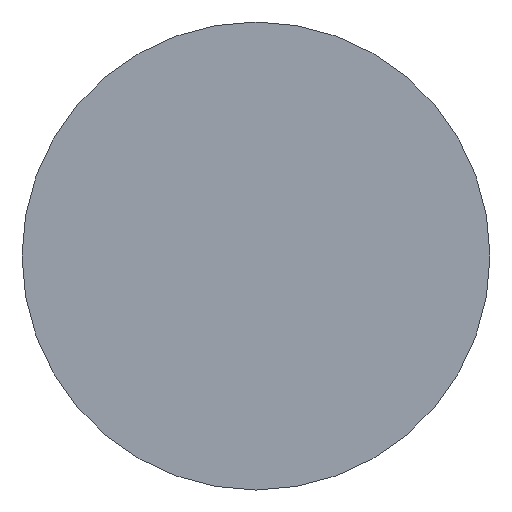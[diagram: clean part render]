
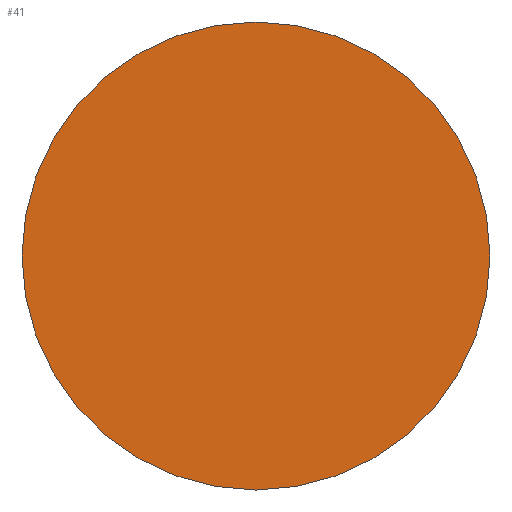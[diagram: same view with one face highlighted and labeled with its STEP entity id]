
A CAD part, left-side view. The second image highlights one B-rep face of the part: STEP entity #41.
In plain terms, the highlighted planar face has unit normal (-1, 0, 0).
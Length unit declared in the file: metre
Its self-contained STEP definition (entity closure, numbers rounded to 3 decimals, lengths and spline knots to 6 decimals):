
#16=PLANE('',#60);
#19=FACE_OUTER_BOUND('',#22,.T.);
#22=EDGE_LOOP('',(#37));
#25=CIRCLE('',#57,0.002413);
#27=VERTEX_POINT('',#76);
#29=EDGE_CURVE('',#27,#27,#25,.T.);
#37=ORIENTED_EDGE('',*,*,#29,.T.);
#41=ADVANCED_FACE('',(#19),#16,.T.);
#57=AXIS2_PLACEMENT_3D('',#77,#65,#66);
#60=AXIS2_PLACEMENT_3D('',#82,#72,#73);
#65=DIRECTION('center_axis',(-1.,0.,0.));
#66=DIRECTION('ref_axis',(0.,0.,1.));
#72=DIRECTION('center_axis',(-1.,0.,0.));
#73=DIRECTION('ref_axis',(0.,0.,1.));
#76=CARTESIAN_POINT('',(-0.02032,0.,0.365674));
#77=CARTESIAN_POINT('Origin',(-0.02032,0.,0.368087));
#82=CARTESIAN_POINT('Origin',(-0.02032,0.000001,0.371176));
